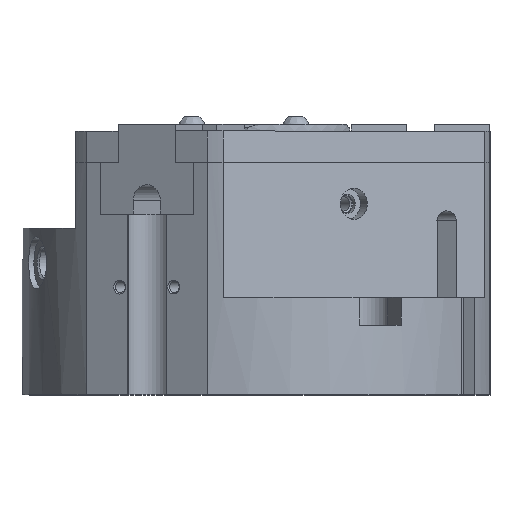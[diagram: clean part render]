
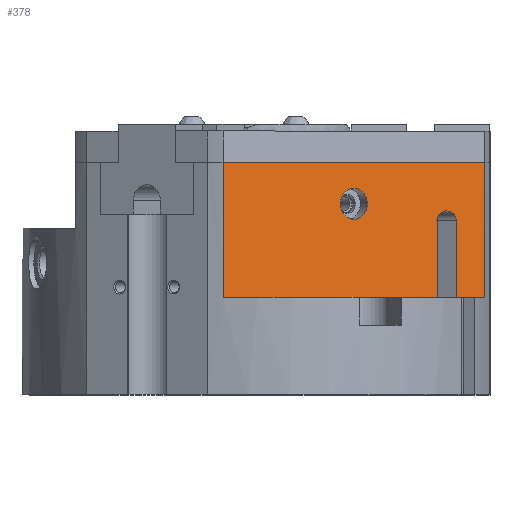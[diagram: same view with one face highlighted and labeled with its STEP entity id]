
A CAD part, top view. The second image highlights one B-rep face of the part: STEP entity #378.
In plain terms, the highlighted face is planar.
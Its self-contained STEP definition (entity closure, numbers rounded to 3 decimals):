
#378 = ADVANCED_FACE( '', ( #940, #941 ), #942, .T. );
#940 = FACE_BOUND( '', #1743, .T. );
#941 = FACE_OUTER_BOUND( '', #1744, .T. );
#942 = PLANE( '', #1745 );
#1743 = EDGE_LOOP( '', ( #3429 ) );
#1744 = EDGE_LOOP( '', ( #3430, #3431, #3432, #3433, #3434, #3435, #3436, #3437 ) );
#1745 = AXIS2_PLACEMENT_3D( '', #3438, #3439, #3440 );
#3429 = ORIENTED_EDGE( '', *, *, #4382, .T. );
#3430 = ORIENTED_EDGE( '', *, *, #4657, .T. );
#3431 = ORIENTED_EDGE( '', *, *, #4668, .T. );
#3432 = ORIENTED_EDGE( '', *, *, #4669, .T. );
#3433 = ORIENTED_EDGE( '', *, *, #4670, .T. );
#3434 = ORIENTED_EDGE( '', *, *, #4664, .T. );
#3435 = ORIENTED_EDGE( '', *, *, #4667, .T. );
#3436 = ORIENTED_EDGE( '', *, *, #4523, .T. );
#3437 = ORIENTED_EDGE( '', *, *, #4317, .T. );
#3438 = CARTESIAN_POINT( '', ( 23.762, 28., 65.844 ) );
#3439 = DIRECTION( '', ( 0.866, 0., 0.5 ) );
#3440 = DIRECTION( '', ( 0.5, 0., -0.866 ) );
#4317 = EDGE_CURVE( '', #5126, #5124, #5127, .T. );
#4382 = EDGE_CURVE( '', #5239, #5239, #5240, .T. );
#4523 = EDGE_CURVE( '', #5477, #5126, #5478, .T. );
#4657 = EDGE_CURVE( '', #5124, #5679, #5681, .T. );
#4664 = EDGE_CURVE( '', #5694, #5692, #5695, .T. );
#4667 = EDGE_CURVE( '', #5692, #5477, #5698, .F. );
#4668 = EDGE_CURVE( '', #5679, #5699, #5700, .T. );
#4669 = EDGE_CURVE( '', #5699, #5701, #5702, .F. );
#4670 = EDGE_CURVE( '', #5701, #5694, #5703, .T. );
#5124 = VERTEX_POINT( '', #6391 );
#5126 = VERTEX_POINT( '', #6393 );
#5127 = LINE( '', #6394, #6395 );
#5239 = VERTEX_POINT( '', #6810 );
#5240 = CIRCLE( '', #6811, 4.5 );
#5477 = VERTEX_POINT( '', #7260 );
#5478 = LINE( '', #7261, #7262 );
#5679 = VERTEX_POINT( '', #7568 );
#5681 = LINE( '', #7571, #7572 );
#5692 = VERTEX_POINT( '', #7587 );
#5694 = VERTEX_POINT( '', #7589 );
#5695 = LINE( '', #7590, #7591 );
#5698 = LINE( '', #7596, #7597 );
#5699 = VERTEX_POINT( '', #7598 );
#5700 = LINE( '', #7599, #7600 );
#5701 = VERTEX_POINT( '', #7601 );
#5702 = ELLIPSE( '', #7602, 3.175, 2.75 );
#5703 = LINE( '', #7603, #7604 );
#6391 = CARTESIAN_POINT( '', ( 24.545, 28., 64.487 ) );
#6393 = CARTESIAN_POINT( '', ( 24.545, 66.98, 64.487 ) );
#6394 = CARTESIAN_POINT( '', ( 24.545, 76., 64.487 ) );
#6395 = VECTOR( '', #8222, 1000. );
#6810 = CARTESIAN_POINT( '', ( 44.082, 55., 30.647 ) );
#6811 = AXIS2_PLACEMENT_3D( '', #8337, #8338, #8339 );
#7260 = CARTESIAN_POINT( '', ( 68.12, 66.98, -10.987 ) );
#7261 = CARTESIAN_POINT( '', ( 23.762, 66.98, 65.844 ) );
#7262 = VECTOR( '', #8560, 1000. );
#7568 = CARTESIAN_POINT( '', ( 60.189, 28., 2.75 ) );
#7571 = CARTESIAN_POINT( '', ( 23.762, 28., 65.844 ) );
#7572 = VECTOR( '', #8736, 1000. );
#7587 = CARTESIAN_POINT( '', ( 68.12, 28., -10.987 ) );
#7589 = CARTESIAN_POINT( '', ( 63.364, 28., -2.75 ) );
#7590 = CARTESIAN_POINT( '', ( 23.762, 28., 65.844 ) );
#7591 = VECTOR( '', #8747, 1000. );
#7596 = CARTESIAN_POINT( '', ( 68.12, 76., -10.987 ) );
#7597 = VECTOR( '', #8750, 1000. );
#7598 = CARTESIAN_POINT( '', ( 60.189, 50.25, 2.75 ) );
#7599 = CARTESIAN_POINT( '', ( 60.189, 28., 2.75 ) );
#7600 = VECTOR( '', #8751, 1000. );
#7601 = CARTESIAN_POINT( '', ( 63.364, 50.25, -2.75 ) );
#7602 = AXIS2_PLACEMENT_3D( '', #8752, #8753, #8754 );
#7603 = CARTESIAN_POINT( '', ( 63.364, 28., -2.75 ) );
#7604 = VECTOR( '', #8755, 1000. );
#8222 = DIRECTION( '', ( 0., -1., 0. ) );
#8337 = CARTESIAN_POINT( '', ( 46.332, 55., 26.75 ) );
#8338 = DIRECTION( '', ( -0.866, 0., -0.5 ) );
#8339 = DIRECTION( '', ( -0.5, 0., 0.866 ) );
#8560 = DIRECTION( '', ( -0.5, 0., 0.866 ) );
#8736 = DIRECTION( '', ( 0.5, 0., -0.866 ) );
#8747 = DIRECTION( '', ( 0.5, 0., -0.866 ) );
#8750 = DIRECTION( '', ( 0., -1., 0. ) );
#8751 = DIRECTION( '', ( 0., 1., 0. ) );
#8752 = CARTESIAN_POINT( '', ( 61.776, 50.25, 0. ) );
#8753 = DIRECTION( '', ( 0.866, 0., 0.5 ) );
#8754 = DIRECTION( '', ( -0.5, 0., 0.866 ) );
#8755 = DIRECTION( '', ( 0., -1., 0. ) );
